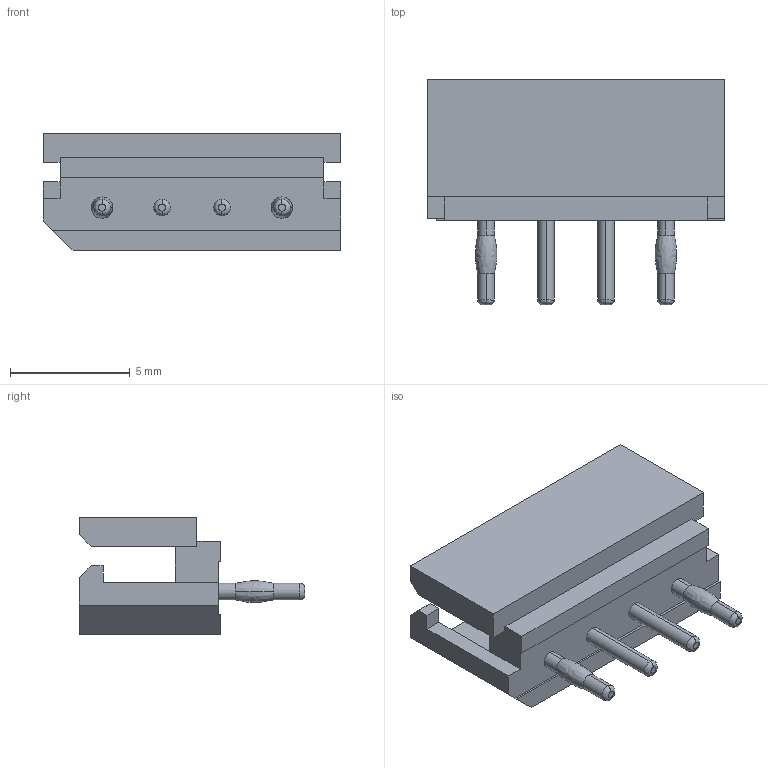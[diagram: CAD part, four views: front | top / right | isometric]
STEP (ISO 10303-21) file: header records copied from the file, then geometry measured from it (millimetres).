
FILE_DESCRIPTION((''),'2;1');
FILE_NAME('099990988','2016-09-06T',('gsharma'),(''),'PRO/ENGINEER BY PARAMETRIC TECHNOLOGY CORPORATION, 2012310','PRO/ENGINEER BY PARAMETRIC TECHNOLOGY CORPORATION, 2012310','');
FILE_SCHEMA(('CONFIG_CONTROL_DESIGN'));
Length unit declared in the file: millimetre
Products named in the file (1): 099990988
Bounding box: 12.4 x 9.4 x 4.9 mm (x, y, z)
Volume: 189.1 mm3; surface area: 483.5 mm2
Topology: 1 solids, 1 shells, 103 faces, 272 edges, 192 vertices
Faces by surface type: plane 63, cylinder 20, bspline 20
Entity records: 3637 total; most frequent: CARTESIAN_POINT 1074, DIRECTION 532, ORIENTED_EDGE 502, EDGE_CURVE 251, VECTOR 180, LINE 180, AXIS2_PLACEMENT_3D 176, VERTEX_POINT 158
